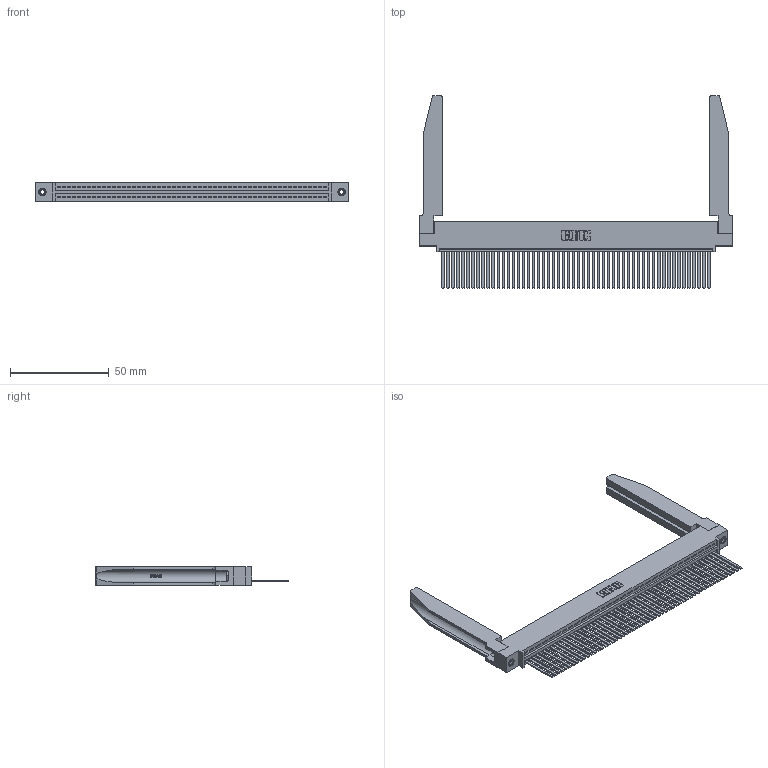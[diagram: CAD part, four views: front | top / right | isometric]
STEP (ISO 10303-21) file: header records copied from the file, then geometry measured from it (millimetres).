
FILE_DESCRIPTION (( 'STEP AP203' ), '1' );
FILE_NAME ('395-054-544-478.STEP', '2019-10-23T18:42:30', ( '' ), ( '' ), 'SwSTEP 2.0', 'SolidWorks 2016', '' );
FILE_SCHEMA (( 'CONFIG_CONTROL_DESIGN' ));
Length unit declared in the file: inch
Products named in the file (5): 395-054-544-478; 345-220-078_345-220-078; 345-292-001_345-293-144; 345-250-001_345-250-001-102; 345 Part_0.110 Offset - 0.156 Dia-TH
Assembly tree (59 placements, depth 2):
  395-054-544-478
    345 Part_0.110 Offset - 0.156 Dia-TH
    345-292-001_345-293-144  x54
    345-250-001_345-250-001-102  x2
    345-220-078_345-220-078  x2
Bounding box: 158.39 x 97.71 x 9.4 mm (x, y, z)
Volume: 23465.3 mm3; surface area: 29825 mm2
Topology: 59 solids, 59 shells, 3172 faces, 9493 edges, 6246 vertices
Faces by surface type: plane 2170, cylinder 950, bspline 36, cone 12, torus 4
Entity records: 43714 total; most frequent: CARTESIAN_POINT 8469, ORIENTED_EDGE 7354, DIRECTION 6383, EDGE_CURVE 3677, LINE 3239, VECTOR 3239, VERTEX_POINT 2444, AXIS2_PLACEMENT_3D 1572
